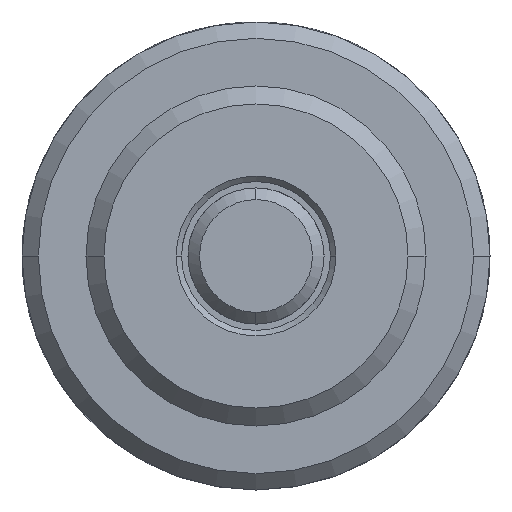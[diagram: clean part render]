
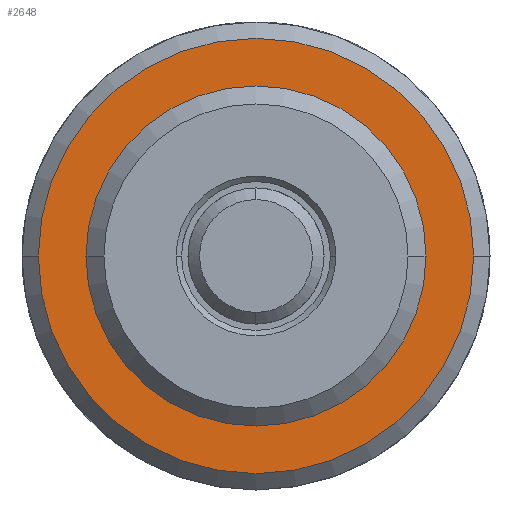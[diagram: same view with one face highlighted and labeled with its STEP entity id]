
A CAD part, left-side view. The second image highlights one B-rep face of the part: STEP entity #2648.
In plain terms, the highlighted planar face has unit normal (-1, 0, 0).
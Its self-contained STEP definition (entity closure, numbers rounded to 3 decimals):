
#71 = CARTESIAN_POINT ( 'NONE',  ( 12.7, 0., 0. ) ) ;
#75 = DIRECTION ( 'NONE',  ( 0., 0., -1. ) ) ;
#245 = CIRCLE ( 'NONE', #2531, 7.906 ) ;
#754 = ORIENTED_EDGE ( 'NONE', *, *, #3654, .T. ) ;
#979 = DIRECTION ( 'NONE',  ( 0., 0., -1. ) ) ;
#1144 = DIRECTION ( 'NONE',  ( 1., 0., 0. ) ) ;
#1178 = FACE_OUTER_BOUND ( 'NONE', #1848, .T. ) ;
#1199 = DIRECTION ( 'NONE',  ( 0., 0., -1. ) ) ;
#1219 = EDGE_CURVE ( 'NONE', #2255, #3594, #245, .T. ) ;
#1289 = CARTESIAN_POINT ( 'NONE',  ( 12.7, 0., 10.16 ) ) ;
#1300 = EDGE_LOOP ( 'NONE', ( #754, #2527 ) ) ;
#1501 = CARTESIAN_POINT ( 'NONE',  ( 12.7, 0., 0. ) ) ;
#1509 = AXIS2_PLACEMENT_3D ( 'NONE', #3499, #3541, #75 ) ;
#1544 = DIRECTION ( 'NONE',  ( 0., 0., -1. ) ) ;
#1634 = CARTESIAN_POINT ( 'NONE',  ( 12.7, 0., -10.16 ) ) ;
#1809 = AXIS2_PLACEMENT_3D ( 'NONE', #1827, #3993, #1544 ) ;
#1827 = CARTESIAN_POINT ( 'NONE',  ( 12.7, 0., 0. ) ) ;
#1848 = EDGE_LOOP ( 'NONE', ( #3297, #2214 ) ) ;
#2165 = EDGE_CURVE ( 'NONE', #3483, #2572, #2910, .T. ) ;
#2214 = ORIENTED_EDGE ( 'NONE', *, *, #3998, .F. ) ;
#2255 = VERTEX_POINT ( 'NONE', #3419 ) ;
#2350 = CIRCLE ( 'NONE', #1509, 7.906 ) ;
#2379 = DIRECTION ( 'NONE',  ( 1., 0., 0. ) ) ;
#2447 = CARTESIAN_POINT ( 'NONE',  ( 12.7, 0., 0. ) ) ;
#2527 = ORIENTED_EDGE ( 'NONE', *, *, #1219, .T. ) ;
#2531 = AXIS2_PLACEMENT_3D ( 'NONE', #71, #3154, #979 ) ;
#2572 = VERTEX_POINT ( 'NONE', #1634 ) ;
#2648 = ADVANCED_FACE ( 'NONE', ( #1178, #2742 ), #3658, .F. ) ;
#2742 = FACE_BOUND ( 'NONE', #1300, .T. ) ;
#2910 = CIRCLE ( 'NONE', #3368, 10.16 ) ;
#3154 = DIRECTION ( 'NONE',  ( 1., 0., 0. ) ) ;
#3297 = ORIENTED_EDGE ( 'NONE', *, *, #2165, .F. ) ;
#3368 = AXIS2_PLACEMENT_3D ( 'NONE', #2447, #1144, #3376 ) ;
#3376 = DIRECTION ( 'NONE',  ( 0., 0., -1. ) ) ;
#3385 = CARTESIAN_POINT ( 'NONE',  ( 12.7, 0., -7.906 ) ) ;
#3419 = CARTESIAN_POINT ( 'NONE',  ( 12.7, 0., 7.906 ) ) ;
#3483 = VERTEX_POINT ( 'NONE', #1289 ) ;
#3499 = CARTESIAN_POINT ( 'NONE',  ( 12.7, 0., 0. ) ) ;
#3541 = DIRECTION ( 'NONE',  ( 1., 0., 0. ) ) ;
#3594 = VERTEX_POINT ( 'NONE', #3385 ) ;
#3654 = EDGE_CURVE ( 'NONE', #3594, #2255, #2350, .T. ) ;
#3658 = PLANE ( 'NONE',  #3730 ) ;
#3730 = AXIS2_PLACEMENT_3D ( 'NONE', #1501, #2379, #1199 ) ;
#3993 = DIRECTION ( 'NONE',  ( 1., 0., 0. ) ) ;
#3998 = EDGE_CURVE ( 'NONE', #2572, #3483, #4025, .T. ) ;
#4025 = CIRCLE ( 'NONE', #1809, 10.16 ) ;
